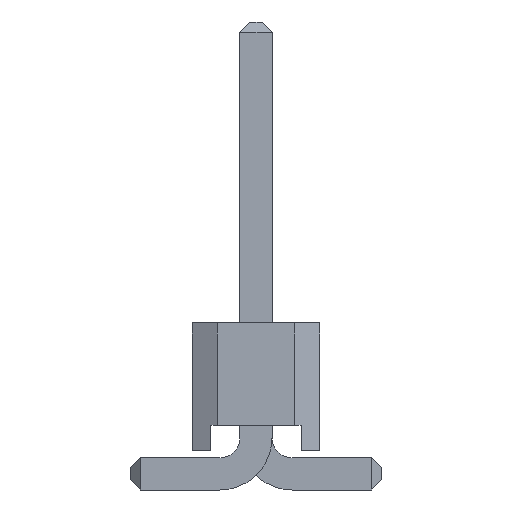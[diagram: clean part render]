
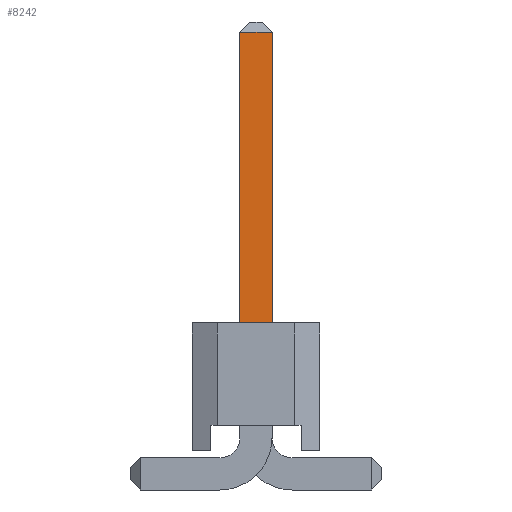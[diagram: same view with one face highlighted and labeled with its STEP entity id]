
A CAD part, left-side view. The second image highlights one B-rep face of the part: STEP entity #8242.
In plain terms, the highlighted planar face has unit normal (-1, 0, 0).
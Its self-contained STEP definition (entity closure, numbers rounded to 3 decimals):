
#1728=ORIENTED_EDGE('',*,*,#2383,.F.);
#1729=ORIENTED_EDGE('',*,*,#2560,.F.);
#1730=ORIENTED_EDGE('',*,*,#2553,.T.);
#1731=ORIENTED_EDGE('',*,*,#2561,.F.);
#2383=EDGE_CURVE('',#2987,#2988,#3693,.T.);
#2553=EDGE_CURVE('',#3084,#3083,#3863,.T.);
#2560=EDGE_CURVE('',#3084,#2987,#3870,.T.);
#2561=EDGE_CURVE('',#2988,#3083,#3871,.T.);
#2987=VERTEX_POINT('',#11441);
#2988=VERTEX_POINT('',#11443);
#3083=VERTEX_POINT('',#11789);
#3084=VERTEX_POINT('',#11793);
#3693=LINE('',#11442,#4479);
#3863=LINE('',#11792,#4649);
#3870=LINE('',#11805,#4656);
#3871=LINE('',#11807,#4657);
#4479=VECTOR('',#9773,1000.);
#4649=VECTOR('',#10111,1000.);
#4656=VECTOR('',#10126,1000.);
#4657=VECTOR('',#10129,1000.);
#5000=EDGE_LOOP('',(#1728,#1729,#1730,#1731));
#5344=FACE_BOUND('',#5000,.T.);
#5648=PLANE('',#8613);
#8242=ADVANCED_FACE('',(#5344),#5648,.T.);
#8613=AXIS2_PLACEMENT_3D('',#11806,#10127,#10128);
#9773=DIRECTION('',(0.,1.,0.));
#10111=DIRECTION('',(0.,1.,0.));
#10126=DIRECTION('',(0.,0.,-1.));
#10127=DIRECTION('',(-1.,0.,0.));
#10128=DIRECTION('',(0.,0.,1.));
#10129=DIRECTION('',(0.,0.,1.));
#11441=CARTESIAN_POINT('',(-11.75,-0.32,1.27));
#11442=CARTESIAN_POINT('',(-11.75,-0.32,1.27));
#11443=CARTESIAN_POINT('',(-11.75,0.32,1.27));
#11789=CARTESIAN_POINT('',(-11.75,0.32,7.07));
#11792=CARTESIAN_POINT('',(-11.75,0.32,7.07));
#11793=CARTESIAN_POINT('',(-11.75,-0.32,7.07));
#11805=CARTESIAN_POINT('',(-11.75,-0.32,-1.02));
#11806=CARTESIAN_POINT('',(-11.75,0.72,-1.02));
#11807=CARTESIAN_POINT('',(-11.75,0.32,-1.02));
